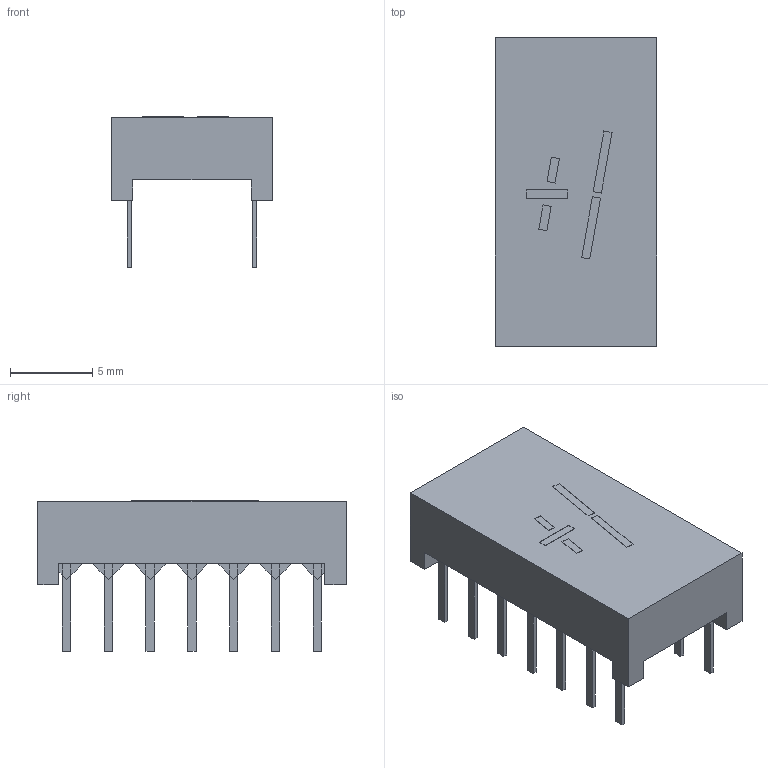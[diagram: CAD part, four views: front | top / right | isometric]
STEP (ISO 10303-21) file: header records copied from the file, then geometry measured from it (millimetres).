
FILE_DESCRIPTION(('FreeCAD Model'),'2;1');
FILE_NAME('Cut001_sp.step','2017-07-26T11:26:06',( 'kicad StepUp'),('ksu MCAD'),'Open CASCADE STEP processor 7.1', 'FreeCAD','Unknown');
FILE_SCHEMA(('AUTOMOTIVE_DESIGN { 1 0 10303 214 1 1 1 1 }'));
Length unit declared in the file: millimetre
Products named in the file (1): Cut001_sp
Bounding box: 9.8 x 18.75 x 9.16 mm (x, y, z)
Volume: 719.8 mm3; surface area: 734.9 mm2
Topology: 1 solids, 1 shells, 229 faces, 544 edges, 332 vertices
Faces by surface type: plane 229
Entity records: 3920 total; most frequent: ORIENTED_EDGE 888, EDGE_CURVE 544, CARTESIAN_POINT 467, LINE 356, VERTEX_POINT 332, FACE_BOUND 244, EDGE_LOOP 244, ADVANCED_FACE 229
